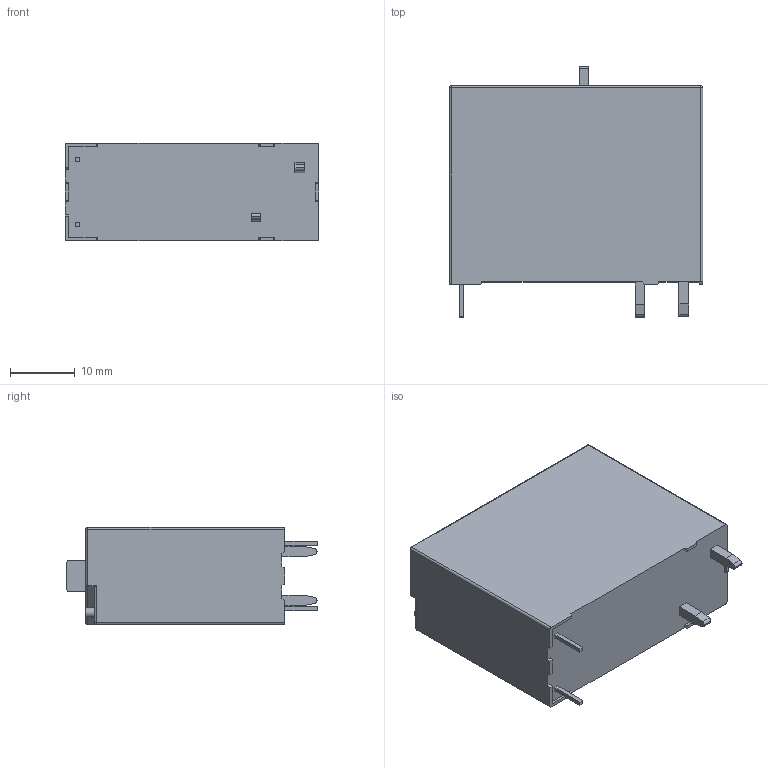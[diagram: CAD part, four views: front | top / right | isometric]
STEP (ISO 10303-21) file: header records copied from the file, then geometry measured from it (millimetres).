
FILE_DESCRIPTION (( 'STEP AP214' ), '1' );
FILE_NAME ('adjh21112.step', '2017-06-01T01:03:29', ( '' ), ( '(C)Panasonic Corporation 2017' ), '', '', '' );
FILE_SCHEMA (( 'AUTOMOTIVE_DESIGN' ));
Length unit declared in the file: millimetre
Products named in the file (1): adjh21112
Bounding box: 39 x 38.5 x 15 mm (x, y, z)
Volume: 17675.8 mm3; surface area: 4577.6 mm2
Topology: 1 solids, 1 shells, 93 faces, 239 edges, 152 vertices
Faces by surface type: plane 68, cylinder 19, sphere 4, cone 2
Entity records: 2829 total; most frequent: CARTESIAN_POINT 547, ORIENTED_EDGE 470, DIRECTION 447, EDGE_CURVE 235, LINE 195, VECTOR 195, VERTEX_POINT 152, AXIS2_PLACEMENT_3D 126
